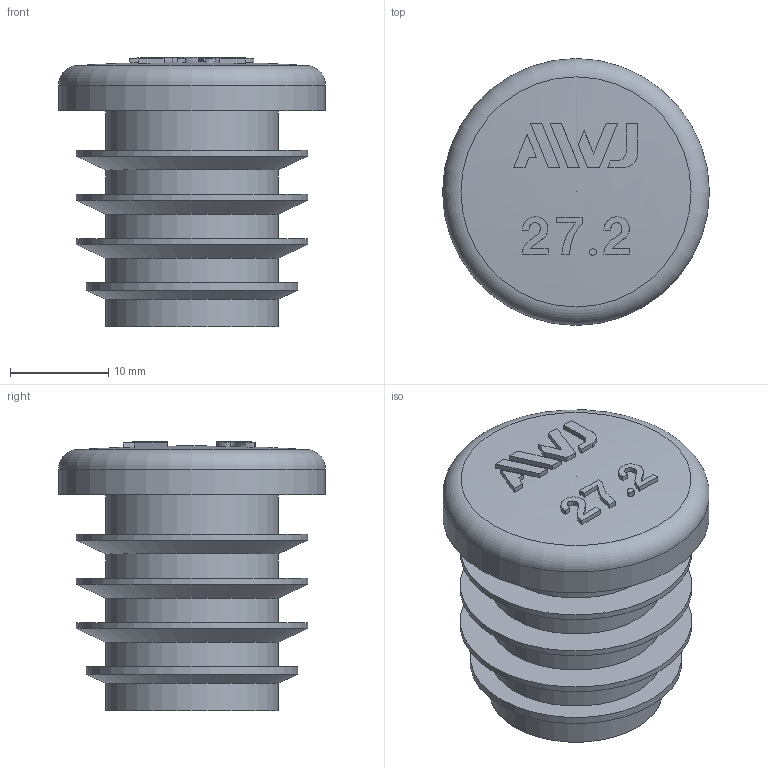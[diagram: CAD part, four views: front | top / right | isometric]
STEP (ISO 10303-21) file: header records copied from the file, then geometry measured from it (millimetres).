
FILE_DESCRIPTION( ( 'STEP AP203' ), '1' );
FILE_NAME( '20A.step', '2022-07-25T07:17:34', ( ' ' ), ( ' ' ), 'XStep 1.0', ' ', ' ' );
FILE_SCHEMA( ( 'CONFIG_CONTROL_DESIGN' ) );
Length unit declared in the file: millimetre
Products named in the file (1): 1
Bounding box: 27.2 x 27.2 x 27.48 mm (x, y, z)
Volume: 6494.3 mm3; surface area: 4817 mm2
Topology: 1 solids, 1 shells, 82 faces, 190 edges, 123 vertices
Faces by surface type: plane 46, cylinder 12, bspline 10, extrusion 7, cone 5, torus 2
Full cylindrical faces by diameter (mm): 17.6 x5, 21.6 x1, 23.6 x3, 27.2 x1
Entity records: 2947 total; most frequent: CARTESIAN_POINT 1339, ORIENTED_EDGE 334, DIRECTION 234, EDGE_CURVE 167, VERTEX_POINT 121, EDGE_LOOP 115, B_SPLINE_CURVE_WITH_KNOTS 103, FACE_OUTER_BOUND 95
